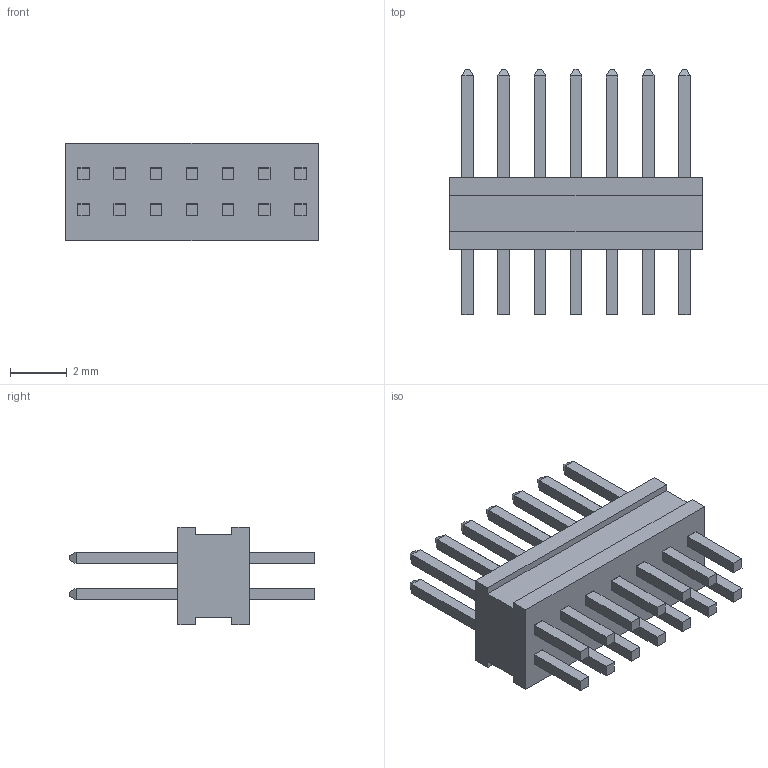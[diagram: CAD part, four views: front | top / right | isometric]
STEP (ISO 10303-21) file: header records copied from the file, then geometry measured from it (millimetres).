
FILE_DESCRIPTION( ( 'STEP AP214' ), '1' );
FILE_NAME( 'FTSH-107-04-L-D.stp', '2019-12-30T01:42:25', ( '' ), ( '' ), ' ', 'PARTsolutions', ' ' );
FILE_SCHEMA( ( 'AUTOMOTIVE_DESIGN { 1 0 10303 214 1 1 1 1 }' ) );
Length unit declared in the file: inch
Products named in the file (4): FTSH-107-04-L-D; _FTSH-107-04-L-D_body; _FTSH-107-04-L-D_pins1; _FTSH-107-04-L-D_pins2
Assembly tree (3 placements, depth 2):
  FTSH-107-04-L-D
    _FTSH-107-04-L-D_body
    _FTSH-107-04-L-D_pins1
    _FTSH-107-04-L-D_pins2
Bounding box: 8.89 x 8.61 x 3.43 mm (x, y, z)
Volume: 86.8 mm3; surface area: 383.2 mm2
Topology: 3 solids, 3 shells, 268 faces, 730 edges, 468 vertices
Faces by surface type: plane 268
Entity records: 10476 total; most frequent: CARTESIAN_POINT 1470, ORIENTED_EDGE 1460, DIRECTION 1274, EDGE_CURVE 730, LINE 730, VECTOR 730, VERTEX_POINT 468, EDGE_LOOP 296
